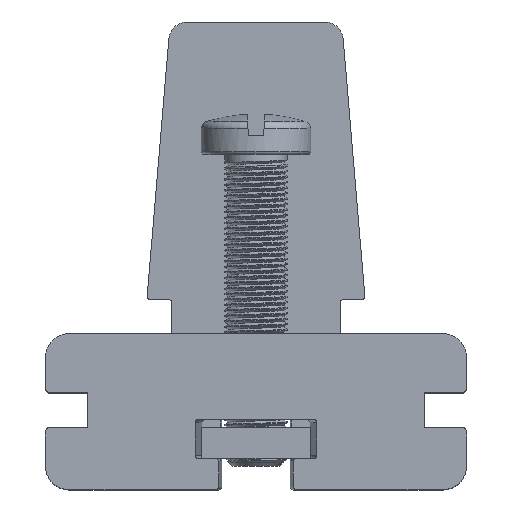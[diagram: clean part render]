
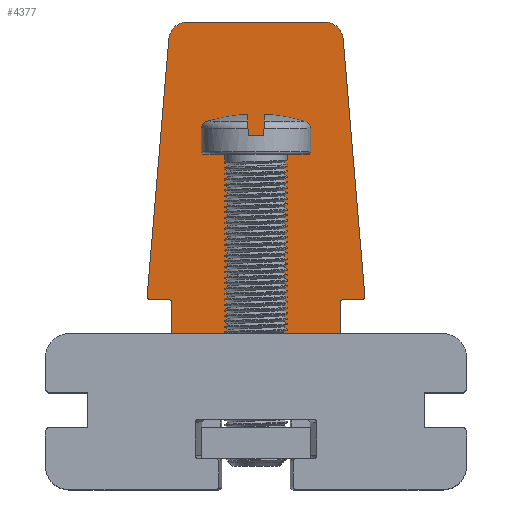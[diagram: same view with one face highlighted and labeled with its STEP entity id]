
A CAD part, top view. The second image highlights one B-rep face of the part: STEP entity #4377.
In plain terms, the highlighted planar face has unit normal (0, 0, 1).
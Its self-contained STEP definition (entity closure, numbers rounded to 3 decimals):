
#1321=DIRECTION('',(0.,1.,0.));
#1322=VECTOR('',#1321,2.);
#1323=CARTESIAN_POINT('',(-5.4,10.,5.2));
#1324=LINE('',#1323,#1322);
#1325=CARTESIAN_POINT('',(-5.6,12.,5.2));
#1326=DIRECTION('',(0.,0.,1.));
#1327=DIRECTION('',(1.,0.,0.));
#1328=AXIS2_PLACEMENT_3D('',#1325,#1326,#1327);
#1330=DIRECTION('',(-1.,0.,0.));
#1331=VECTOR('',#1330,1.182);
#1332=CARTESIAN_POINT('',(-5.6,12.2,5.2));
#1333=LINE('',#1332,#1331);
#1334=CARTESIAN_POINT('',(-6.782,12.4,5.2));
#1335=DIRECTION('',(0.,0.,-1.));
#1336=DIRECTION('',(0.,-1.,0.));
#1337=AXIS2_PLACEMENT_3D('',#1334,#1335,#1336);
#1339=DIRECTION('',(0.084,0.996,0.));
#1340=VECTOR('',#1339,16.542);
#1341=CARTESIAN_POINT('',(-6.982,12.417,5.2));
#1342=LINE('',#1341,#1340);
#1343=CARTESIAN_POINT('',(-4.397,28.8,5.2));
#1344=DIRECTION('',(0.,0.,-1.));
#1345=DIRECTION('',(-0.996,0.084,0.));
#1346=AXIS2_PLACEMENT_3D('',#1343,#1344,#1345);
#1348=DIRECTION('',(1.,0.,0.));
#1349=VECTOR('',#1348,8.794);
#1350=CARTESIAN_POINT('',(-4.397,30.,5.2));
#1351=LINE('',#1350,#1349);
#1352=CARTESIAN_POINT('',(4.397,28.8,5.2));
#1353=DIRECTION('',(0.,0.,-1.));
#1354=DIRECTION('',(0.,1.,0.));
#1355=AXIS2_PLACEMENT_3D('',#1352,#1353,#1354);
#1357=DIRECTION('',(0.084,-0.996,0.));
#1358=VECTOR('',#1357,16.542);
#1359=CARTESIAN_POINT('',(5.593,28.901,5.2));
#1360=LINE('',#1359,#1358);
#1361=CARTESIAN_POINT('',(6.782,12.4,5.2));
#1362=DIRECTION('',(0.,0.,-1.));
#1363=DIRECTION('',(0.996,0.084,0.));
#1364=AXIS2_PLACEMENT_3D('',#1361,#1362,#1363);
#1366=DIRECTION('',(-1.,0.,0.));
#1367=VECTOR('',#1366,1.182);
#1368=CARTESIAN_POINT('',(6.782,12.2,5.2));
#1369=LINE('',#1368,#1367);
#1370=CARTESIAN_POINT('',(5.6,12.,5.2));
#1371=DIRECTION('',(0.,0.,1.));
#1372=DIRECTION('',(0.,1.,0.));
#1373=AXIS2_PLACEMENT_3D('',#1370,#1371,#1372);
#1375=DIRECTION('',(0.,-1.,0.));
#1376=VECTOR('',#1375,2.);
#1377=CARTESIAN_POINT('',(5.4,12.,5.2));
#1378=LINE('',#1377,#1376);
#1379=DIRECTION('',(-1.,0.,0.));
#1380=VECTOR('',#1379,10.8);
#1381=CARTESIAN_POINT('',(5.4,10.,5.2));
#1382=LINE('',#1381,#1380);
#1695=CARTESIAN_POINT('',(-5.4,10.,5.2));
#1696=VERTEX_POINT('',#1695);
#1697=CARTESIAN_POINT('',(5.4,10.,5.2));
#1698=VERTEX_POINT('',#1697);
#1701=CARTESIAN_POINT('',(-5.4,12.,5.2));
#1702=VERTEX_POINT('',#1701);
#1703=CARTESIAN_POINT('',(-5.6,12.2,5.2));
#1704=VERTEX_POINT('',#1703);
#1705=CARTESIAN_POINT('',(-6.782,12.2,5.2));
#1706=VERTEX_POINT('',#1705);
#1707=CARTESIAN_POINT('',(-6.982,12.417,5.2));
#1708=VERTEX_POINT('',#1707);
#1709=CARTESIAN_POINT('',(-5.593,28.901,5.2));
#1710=VERTEX_POINT('',#1709);
#1711=CARTESIAN_POINT('',(4.397,30.,5.2));
#1712=VERTEX_POINT('',#1711);
#1713=CARTESIAN_POINT('',(-4.397,30.,5.2));
#1714=VERTEX_POINT('',#1713);
#1715=CARTESIAN_POINT('',(6.982,12.417,5.2));
#1716=VERTEX_POINT('',#1715);
#1717=CARTESIAN_POINT('',(5.593,28.901,5.2));
#1718=VERTEX_POINT('',#1717);
#1719=CARTESIAN_POINT('',(5.6,12.2,5.2));
#1720=VERTEX_POINT('',#1719);
#1721=CARTESIAN_POINT('',(6.782,12.2,5.2));
#1722=VERTEX_POINT('',#1721);
#1723=CARTESIAN_POINT('',(5.4,12.,5.2));
#1724=VERTEX_POINT('',#1723);
#4356=CARTESIAN_POINT('',(0.,20.,5.2));
#4357=DIRECTION('',(0.,0.,1.));
#4358=DIRECTION('',(1.,0.,0.));
#4359=AXIS2_PLACEMENT_3D('',#4356,#4357,#4358);
#4360=PLANE('',#4359);
#4361=ORIENTED_EDGE('',*,*,#4091,.T.);
#4362=ORIENTED_EDGE('',*,*,#4114,.T.);
#4363=ORIENTED_EDGE('',*,*,#4135,.T.);
#4364=ORIENTED_EDGE('',*,*,#4155,.T.);
#4365=ORIENTED_EDGE('',*,*,#4177,.T.);
#4366=ORIENTED_EDGE('',*,*,#4197,.T.);
#4367=ORIENTED_EDGE('',*,*,#4217,.T.);
#4368=ORIENTED_EDGE('',*,*,#4239,.T.);
#4369=ORIENTED_EDGE('',*,*,#4259,.T.);
#4370=ORIENTED_EDGE('',*,*,#4281,.T.);
#4371=ORIENTED_EDGE('',*,*,#4301,.T.);
#4372=ORIENTED_EDGE('',*,*,#4324,.T.);
#4373=ORIENTED_EDGE('',*,*,#4344,.T.);
#4374=ORIENTED_EDGE('',*,*,#3864,.T.);
#4375=EDGE_LOOP('',(#4361,#4362,#4363,#4364,#4365,#4366,#4367,#4368,#4369,#4370,
#4371,#4372,#4373,#4374));
#4376=FACE_OUTER_BOUND('',#4375,.F.);
#1329=CIRCLE('',#1328,0.2);
#1338=CIRCLE('',#1337,0.2);
#1347=CIRCLE('',#1346,1.2);
#1356=CIRCLE('',#1355,1.2);
#1365=CIRCLE('',#1364,0.2);
#1374=CIRCLE('',#1373,0.2);
#3864=EDGE_CURVE('',#1698,#1696,#1382,.T.);
#4091=EDGE_CURVE('',#1696,#1702,#1324,.T.);
#4114=EDGE_CURVE('',#1702,#1704,#1329,.T.);
#4135=EDGE_CURVE('',#1704,#1706,#1333,.T.);
#4155=EDGE_CURVE('',#1706,#1708,#1338,.T.);
#4177=EDGE_CURVE('',#1708,#1710,#1342,.T.);
#4197=EDGE_CURVE('',#1710,#1714,#1347,.T.);
#4217=EDGE_CURVE('',#1714,#1712,#1351,.T.);
#4239=EDGE_CURVE('',#1712,#1718,#1356,.T.);
#4259=EDGE_CURVE('',#1718,#1716,#1360,.T.);
#4281=EDGE_CURVE('',#1716,#1722,#1365,.T.);
#4301=EDGE_CURVE('',#1722,#1720,#1369,.T.);
#4324=EDGE_CURVE('',#1720,#1724,#1374,.T.);
#4344=EDGE_CURVE('',#1724,#1698,#1378,.T.);
#4377=ADVANCED_FACE('',(#4376),#4360,.T.);
